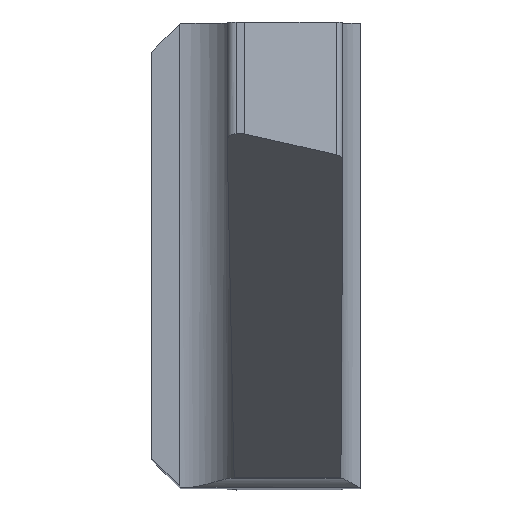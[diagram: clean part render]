
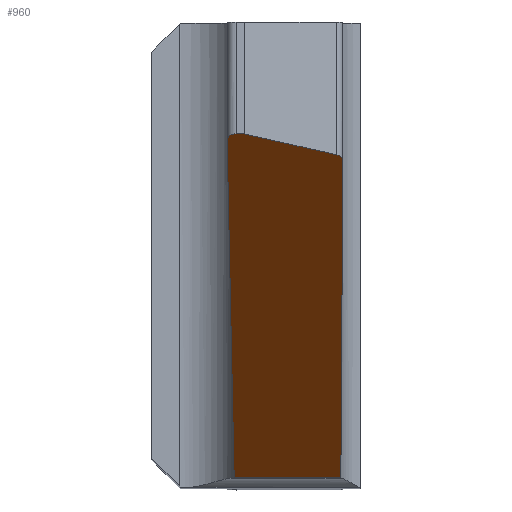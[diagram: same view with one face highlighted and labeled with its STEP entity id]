
A CAD part, top view. The second image highlights one B-rep face of the part: STEP entity #960.
In plain terms, the highlighted planar face has unit normal (0, -0.766, 0.643).
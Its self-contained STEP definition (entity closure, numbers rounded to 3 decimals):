
#5 = VERTEX_POINT ( 'NONE', #742 ) ;
#29 = CARTESIAN_POINT ( 'NONE',  ( 3.263, -3.85, 12.938 ) ) ;
#51 = CARTESIAN_POINT ( 'NONE',  ( 1.301, 2.021, 19.934 ) ) ;
#56 = EDGE_CURVE ( 'NONE', #815, #5, #1120, .T. ) ;
#60 = DIRECTION ( 'NONE',  ( 0.004, 0.643, 0.766 ) ) ;
#79 = CARTESIAN_POINT ( 'NONE',  ( 3.297, 1.59, 19.422 ) ) ;
#85 = CARTESIAN_POINT ( 'NONE',  ( 1.303, 1.944, 19.843 ) ) ;
#108 = EDGE_CURVE ( 'NONE', #1156, #946, #958, .T. ) ;
#130 = ORIENTED_EDGE ( 'NONE', *, *, #968, .F. ) ;
#135 = CARTESIAN_POINT ( 'NONE',  ( 1.423, -3.85, 12.938 ) ) ;
#140 = ORIENTED_EDGE ( 'NONE', *, *, #251, .T. ) ;
#146 = ORIENTED_EDGE ( 'NONE', *, *, #273, .T. ) ;
#150 = EDGE_CURVE ( 'NONE', #178, #953, #642, .T. ) ;
#169 = FACE_OUTER_BOUND ( 'NONE', #994, .T. ) ;
#178 = VERTEX_POINT ( 'NONE', #242 ) ;
#181 = VECTOR ( 'NONE', #370, 1000. ) ;
#183 = EDGE_CURVE ( 'NONE', #5, #178, #497, .T. ) ;
#218 = CARTESIAN_POINT ( 'NONE',  ( -7.902, 4.206, 22.538 ) ) ;
#232 = CARTESIAN_POINT ( 'NONE',  ( 3.3, 2.089, 20.016 ) ) ;
#237 = DIRECTION ( 'NONE',  ( -0.999, 0.022, 0.026 ) ) ;
#242 = CARTESIAN_POINT ( 'NONE',  ( 1.457, 2.072, 19.996 ) ) ;
#251 = EDGE_CURVE ( 'NONE', #946, #815, #401, .T. ) ;
#253 = CARTESIAN_POINT ( 'NONE',  ( 3.186, 1.713, 19.567 ) ) ;
#260 = DIRECTION ( 'NONE',  ( 0.013, -0.643, -0.766 ) ) ;
#273 = EDGE_CURVE ( 'NONE', #953, #395, #558, .T. ) ;
#290 = VECTOR ( 'NONE', #60, 1000. ) ;
#364 = DIRECTION ( 'NONE',  ( 0., 0.643, 0.766 ) ) ;
#370 = DIRECTION ( 'NONE',  ( -1., 0., 0. ) ) ;
#395 = VERTEX_POINT ( 'NONE', #135 ) ;
#401 =( BOUNDED_CURVE ( )  B_SPLINE_CURVE ( 3, ( #469, #635, #436, #253 ),
 .UNSPECIFIED., .F., .F. ) 
 B_SPLINE_CURVE_WITH_KNOTS ( ( 4, 4 ),
 ( 1.566, 2.88 ),
 .UNSPECIFIED. ) 
 CURVE ( )  GEOMETRIC_REPRESENTATION_ITEM ( )  RATIONAL_B_SPLINE_CURVE ( ( 1., 0.861, 0.861, 1. ) ) 
 REPRESENTATION_ITEM ( '' )  );
#436 = CARTESIAN_POINT ( 'NONE',  ( 3.255, 1.697, 19.549 ) ) ;
#469 = CARTESIAN_POINT ( 'NONE',  ( 3.297, 1.59, 19.422 ) ) ;
#497 = LINE ( 'NONE', #1058, #854 ) ;
#498 = VECTOR ( 'NONE', #1100, 1000. ) ;
#504 = CARTESIAN_POINT ( 'NONE',  ( 1.366, 2.074, 19.998 ) ) ;
#545 = CARTESIAN_POINT ( 'NONE',  ( 3.6, -3.85, 12.938 ) ) ;
#558 = LINE ( 'NONE', #752, #760 ) ;
#586 = CARTESIAN_POINT ( 'NONE',  ( 1.457, 2.072, 19.996 ) ) ;
#629 = PLANE ( 'NONE',  #695 ) ;
#635 = CARTESIAN_POINT ( 'NONE',  ( 3.298, 1.65, 19.493 ) ) ;
#636 = ORIENTED_EDGE ( 'NONE', *, *, #108, .T. ) ;
#642 =( BOUNDED_CURVE ( )  B_SPLINE_CURVE ( 3, ( #586, #504, #51, #1134 ),
 .UNSPECIFIED., .F., .F. ) 
 B_SPLINE_CURVE_WITH_KNOTS ( ( 4, 4 ),
 ( 3.115, 4.73 ),
 .UNSPECIFIED. ) 
 CURVE ( )  GEOMETRIC_REPRESENTATION_ITEM ( )  RATIONAL_B_SPLINE_CURVE ( ( 1., 0.794, 0.794, 1. ) ) 
 REPRESENTATION_ITEM ( '' )  );
#651 = ORIENTED_EDGE ( 'NONE', *, *, #150, .T. ) ;
#694 = CARTESIAN_POINT ( 'NONE',  ( 3.186, 1.713, 19.567 ) ) ;
#695 = AXIS2_PLACEMENT_3D ( 'NONE', #1082, #737, #364 ) ;
#726 = LINE ( 'NONE', #545, #181 ) ;
#737 = DIRECTION ( 'NONE',  ( 0., 0.766, -0.643 ) ) ;
#742 = CARTESIAN_POINT ( 'NONE',  ( 1.601, 2.069, 19.992 ) ) ;
#752 = CARTESIAN_POINT ( 'NONE',  ( 1.3, 2.069, 19.992 ) ) ;
#760 = VECTOR ( 'NONE', #260, 1000. ) ;
#815 = VERTEX_POINT ( 'NONE', #694 ) ;
#851 = ORIENTED_EDGE ( 'NONE', *, *, #183, .T. ) ;
#854 = VECTOR ( 'NONE', #237, 1000. ) ;
#946 = VERTEX_POINT ( 'NONE', #79 ) ;
#953 = VERTEX_POINT ( 'NONE', #85 ) ;
#958 = LINE ( 'NONE', #232, #290 ) ;
#960 = ADVANCED_FACE ( 'NONE', ( #169 ), #629, .F. ) ;
#968 = EDGE_CURVE ( 'NONE', #1156, #395, #726, .T. ) ;
#994 = EDGE_LOOP ( 'NONE', ( #651, #146, #130, #636, #140, #1000, #851 ) ) ;
#1000 = ORIENTED_EDGE ( 'NONE', *, *, #56, .T. ) ;
#1058 = CARTESIAN_POINT ( 'NONE',  ( 3.597, 2.025, 19.94 ) ) ;
#1082 = CARTESIAN_POINT ( 'NONE',  ( 3.6, 2.089, 20.015 ) ) ;
#1100 = DIRECTION ( 'NONE',  ( -0.944, 0.212, 0.253 ) ) ;
#1120 = LINE ( 'NONE', #218, #498 ) ;
#1134 = CARTESIAN_POINT ( 'NONE',  ( 1.303, 1.944, 19.843 ) ) ;
#1156 = VERTEX_POINT ( 'NONE', #29 ) ;
